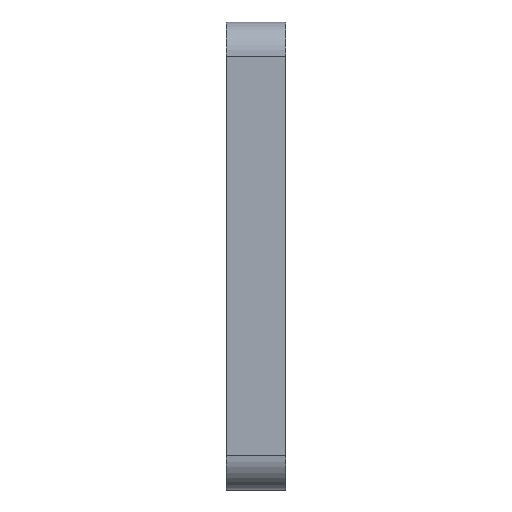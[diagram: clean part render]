
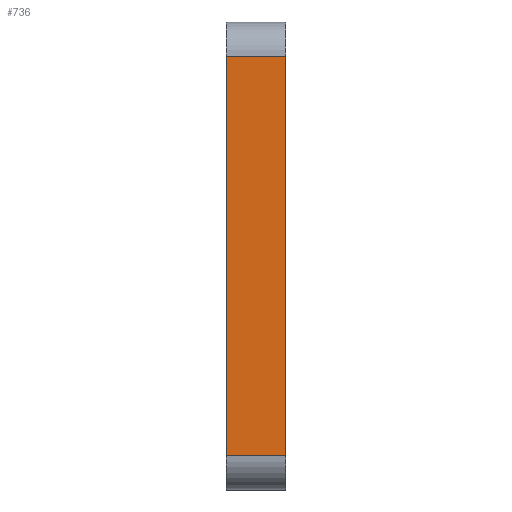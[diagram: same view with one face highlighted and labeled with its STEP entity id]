
A CAD part, left-side view. The second image highlights one B-rep face of the part: STEP entity #736.
In plain terms, the highlighted planar face has unit normal (-1, 0, 0).
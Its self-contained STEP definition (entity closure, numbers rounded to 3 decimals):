
#15 = ORIENTED_EDGE ( 'NONE', *, *, #1195, .F. ) ;
#145 = ORIENTED_EDGE ( 'NONE', *, *, #1001, .T. ) ;
#153 = VERTEX_POINT ( 'NONE', #304 ) ;
#175 = VECTOR ( 'NONE', #1142, 1000. ) ;
#205 = DIRECTION ( 'NONE',  ( 0., -1., 0. ) ) ;
#221 = LINE ( 'NONE', #1293, #565 ) ;
#237 = LINE ( 'NONE', #718, #690 ) ;
#300 = CARTESIAN_POINT ( 'NONE',  ( -2.5, 0., 0. ) ) ;
#304 = CARTESIAN_POINT ( 'NONE',  ( -2.5, 0., -29. ) ) ;
#399 = DIRECTION ( 'NONE',  ( 0., -1., 0. ) ) ;
#462 = DIRECTION ( 'NONE',  ( 0., 0., -1. ) ) ;
#468 = VECTOR ( 'NONE', #399, 1000. ) ;
#474 = ORIENTED_EDGE ( 'NONE', *, *, #957, .T. ) ;
#518 = CARTESIAN_POINT ( 'NONE',  ( -2.5, 4.3, 0. ) ) ;
#565 = VECTOR ( 'NONE', #205, 1000. ) ;
#690 = VECTOR ( 'NONE', #462, 1000. ) ;
#718 = CARTESIAN_POINT ( 'NONE',  ( -2.5, 4.3, 0. ) ) ;
#736 = ADVANCED_FACE ( 'NONE', ( #751 ), #1210, .T. ) ;
#743 = CARTESIAN_POINT ( 'NONE',  ( -2.5, 4.3, 0. ) ) ;
#751 = FACE_OUTER_BOUND ( 'NONE', #1383, .T. ) ;
#778 = ORIENTED_EDGE ( 'NONE', *, *, #1284, .F. ) ;
#884 = LINE ( 'NONE', #300, #175 ) ;
#957 = EDGE_CURVE ( 'NONE', #1378, #153, #221, .T. ) ;
#978 = LINE ( 'NONE', #518, #468 ) ;
#996 = DIRECTION ( 'NONE',  ( 0., 0., 1. ) ) ;
#1001 = EDGE_CURVE ( 'NONE', #1153, #1378, #237, .T. ) ;
#1032 = AXIS2_PLACEMENT_3D ( 'NONE', #1355, #1100, #996 ) ;
#1100 = DIRECTION ( 'NONE',  ( -1., 0., 0. ) ) ;
#1142 = DIRECTION ( 'NONE',  ( 0., 0., -1. ) ) ;
#1153 = VERTEX_POINT ( 'NONE', #743 ) ;
#1195 = EDGE_CURVE ( 'NONE', #1153, #1493, #978, .T. ) ;
#1210 = PLANE ( 'NONE',  #1032 ) ;
#1230 = CARTESIAN_POINT ( 'NONE',  ( -2.5, 0., 0. ) ) ;
#1284 = EDGE_CURVE ( 'NONE', #1493, #153, #884, .T. ) ;
#1293 = CARTESIAN_POINT ( 'NONE',  ( -2.5, 4.3, -29. ) ) ;
#1355 = CARTESIAN_POINT ( 'NONE',  ( -2.5, 4.3, 0. ) ) ;
#1378 = VERTEX_POINT ( 'NONE', #1418 ) ;
#1383 = EDGE_LOOP ( 'NONE', ( #778, #15, #145, #474 ) ) ;
#1418 = CARTESIAN_POINT ( 'NONE',  ( -2.5, 4.3, -29. ) ) ;
#1493 = VERTEX_POINT ( 'NONE', #1230 ) ;
